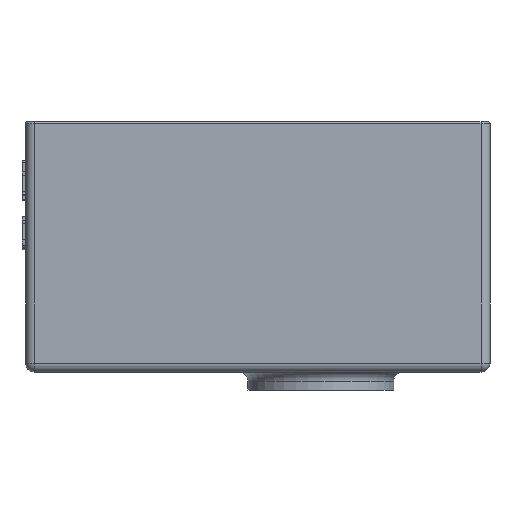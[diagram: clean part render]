
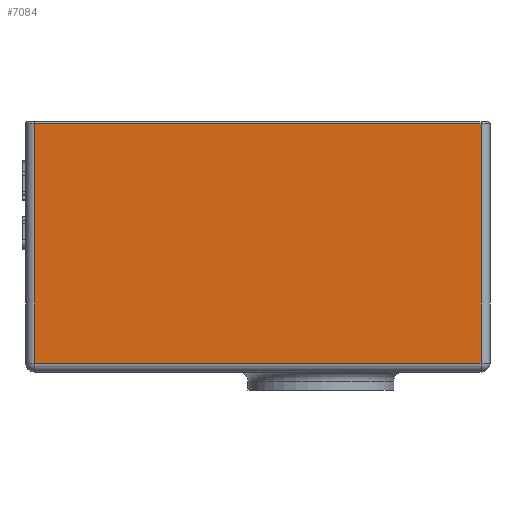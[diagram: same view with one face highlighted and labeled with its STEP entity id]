
A CAD part, front view. The second image highlights one B-rep face of the part: STEP entity #7084.
In plain terms, the highlighted planar face has unit normal (0, -1, 0).
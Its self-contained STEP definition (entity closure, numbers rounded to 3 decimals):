
#679=PLANE('',#7523);
#854=FACE_OUTER_BOUND('',#1258,.T.);
#1258=EDGE_LOOP('',(#4907,#4908,#4909,#4910));
#1746=LINE('',#8938,#2382);
#1757=LINE('',#8980,#2393);
#1758=LINE('',#8984,#2394);
#1759=LINE('',#8985,#2395);
#2382=VECTOR('',#7791,10.);
#2393=VECTOR('',#7840,10.);
#2394=VECTOR('',#7845,10.);
#2395=VECTOR('',#7846,10.);
#3023=VERTEX_POINT('',#8928);
#3025=VERTEX_POINT('',#8934);
#3038=VERTEX_POINT('',#8979);
#3039=VERTEX_POINT('',#8983);
#3759=EDGE_CURVE('',#3023,#3025,#1746,.T.);
#3780=EDGE_CURVE('',#3025,#3038,#1757,.T.);
#3782=EDGE_CURVE('',#3039,#3023,#1758,.T.);
#3783=EDGE_CURVE('',#3038,#3039,#1759,.T.);
#4907=ORIENTED_EDGE('',*,*,#3759,.F.);
#4908=ORIENTED_EDGE('',*,*,#3782,.F.);
#4909=ORIENTED_EDGE('',*,*,#3783,.F.);
#4910=ORIENTED_EDGE('',*,*,#3780,.F.);
#7084=ADVANCED_FACE('',(#854),#679,.T.);
#7523=AXIS2_PLACEMENT_3D('',#8982,#7843,#7844);
#7791=DIRECTION('',(1.,0.,0.));
#7840=DIRECTION('',(0.,0.,-1.));
#7843=DIRECTION('center_axis',(0.,-1.,0.));
#7844=DIRECTION('ref_axis',(-1.,0.,0.));
#7845=DIRECTION('',(0.,0.,1.));
#7846=DIRECTION('',(-1.,0.,0.));
#8928=CARTESIAN_POINT('',(-12.4,-9.385,12.4));
#8934=CARTESIAN_POINT('',(12.4,-9.385,12.4));
#8938=CARTESIAN_POINT('',(6.45,-9.385,12.4));
#8979=CARTESIAN_POINT('',(12.4,-9.385,-0.9));
#8980=CARTESIAN_POINT('',(12.4,-9.385,0.));
#8982=CARTESIAN_POINT('Origin',(12.9,-9.385,0.));
#8983=CARTESIAN_POINT('',(-12.4,-9.385,-0.9));
#8984=CARTESIAN_POINT('',(-12.4,-9.385,0.));
#8985=CARTESIAN_POINT('',(6.45,-9.385,-0.9));
